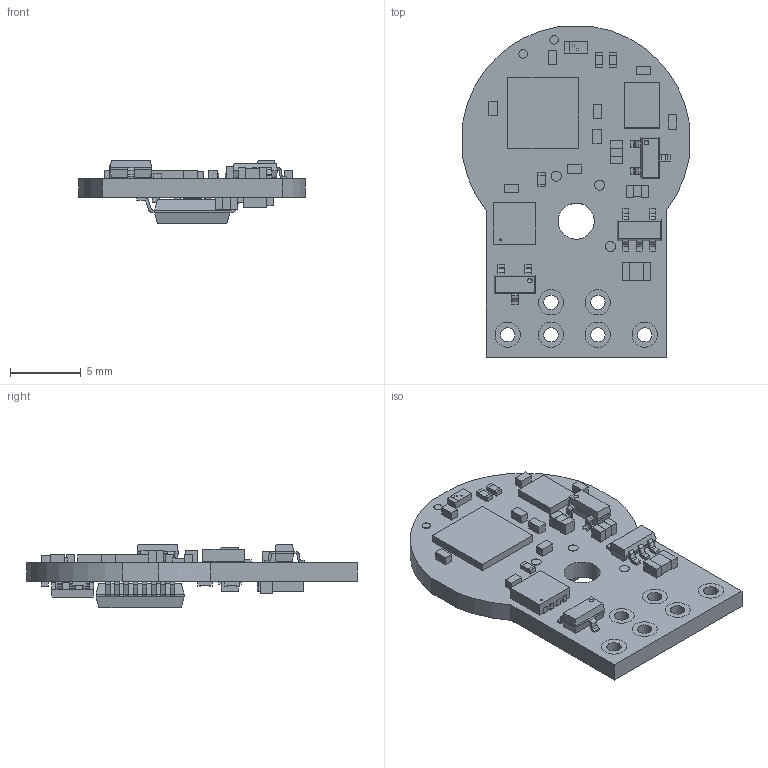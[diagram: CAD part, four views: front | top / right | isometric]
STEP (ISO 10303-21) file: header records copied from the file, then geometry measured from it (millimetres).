
FILE_DESCRIPTION (( 'STEP AP214' ), '1' );
FILE_NAME ('PCB Assembly.STEP', '2019-11-27T19:31:18', ( '' ), ( '' ), 'SwSTEP 2.0', 'SolidWorks 2015', '' );
FILE_SCHEMA (( 'AUTOMOTIVE_DESIGN' ));
Length unit declared in the file: inch
Products named in the file (18): DFN3X3MM_MCP2562; cancoder_1_2; SOT235_01_TPS70933DBVR; M1206_M1206; SOD523F_1N914BWT; R0402_R0402_1; C0603K_C0603K; 3_2X2_5_12MHZ; TP06R_TPTP06R; C0805K_C0805K; UQFN_5X5_DSPIC33CK128MP503; PCB Assembly; C0402_C0402; LED_SMT_DUAL_LED_DUAL_SMT; TP07R_TPTP07R; SOT235L_24LC04BHTI_OT; SOT23_4210037; SSOP16_AS5145
Assembly tree (38 placements, depth 2):
  PCB Assembly
    cancoder_1_2
    TP07R_TPTP07R  x3
    C0402_C0402  x10
    C0603K_C0603K  x3
    C0805K_C0805K
    UQFN_5X5_DSPIC33CK128MP503
    DFN3X3MM_MCP2562
    SOT23_4210037  x2
    SOT235_01_TPS70933DBVR
    LED_SMT_DUAL_LED_DUAL_SMT
    TP06R_TPTP06R  x2
    R0402_R0402_1  x7
    3_2X2_5_12MHZ
    SOD523F_1N914BWT
    SSOP16_AS5145
    SOT235L_24LC04BHTI_OT
    M1206_M1206
Bounding box: 15.93 x 23.27 x 4.48 mm (x, y, z)
Volume: 439.7 mm3; surface area: 1260.2 mm2
Topology: 43 solids, 72 shells, 859 faces, 2188 edges, 1464 vertices
Faces by surface type: plane 707, cylinder 140, bspline 9, sphere 2, torus 1
Full cylindrical faces by diameter (mm): 0.145 x1, 0.61 x2, 0.711 x3, 1.016 x6, 1.778 x12, 2.54 x1
Entity records: 29422 total; most frequent: CARTESIAN_POINT 4303, DIRECTION 3278, ORIENTED_EDGE 3177, EDGE_CURVE 1671, VECTOR 1364, LINE 1364, VERTEX_POINT 1135, AXIS2_PLACEMENT_3D 957
